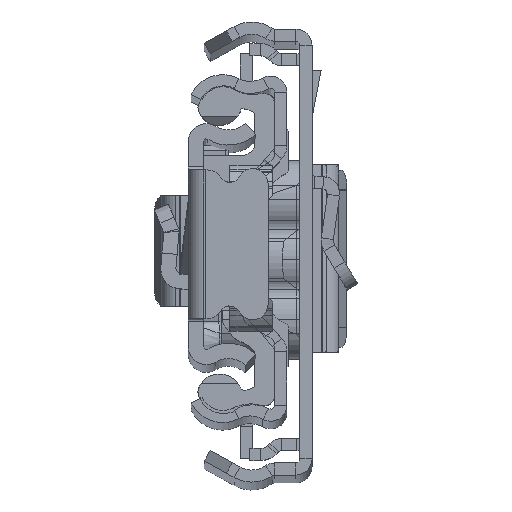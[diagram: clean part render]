
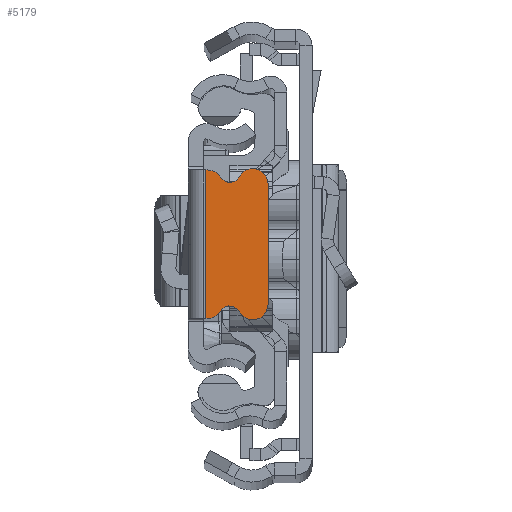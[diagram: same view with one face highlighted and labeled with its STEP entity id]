
A CAD part, top view. The second image highlights one B-rep face of the part: STEP entity #5179.
In plain terms, the highlighted planar face has unit normal (0, 0, 1).
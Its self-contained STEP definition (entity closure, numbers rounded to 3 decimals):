
#1139 = ORIENTED_EDGE ( 'NONE', *, *, #17480, .T. ) ;
#1156 = EDGE_CURVE ( 'NONE', #21016, #13585, #24083, .T. ) ;
#1713 = LINE ( 'NONE', #3328, #6650 ) ;
#2028 = ORIENTED_EDGE ( 'NONE', *, *, #18718, .T. ) ;
#3070 = DIRECTION ( 'NONE',  ( 1., 0., 0. ) ) ;
#3328 = CARTESIAN_POINT ( 'NONE',  ( -1.75, 0., 0. ) ) ;
#3367 = LINE ( 'NONE', #9148, #23388 ) ;
#4088 = CIRCLE ( 'NONE', #24719, 1.5 ) ;
#4363 = VERTEX_POINT ( 'NONE', #21644 ) ;
#5179 = ADVANCED_FACE ( 'NONE', ( #19516 ), #9299, .T. ) ;
#5356 = ORIENTED_EDGE ( 'NONE', *, *, #12178, .T. ) ;
#5488 = LINE ( 'NONE', #22162, #18773 ) ;
#5523 = CARTESIAN_POINT ( 'NONE',  ( -1.929, -7.37, 0. ) ) ;
#5748 = DIRECTION ( 'NONE',  ( 1., 0., 0. ) ) ;
#5821 = VERTEX_POINT ( 'NONE', #13907 ) ;
#6001 = DIRECTION ( 'NONE',  ( 0., 0., 1. ) ) ;
#6650 = VECTOR ( 'NONE', #26178, 1000. ) ;
#7048 = CIRCLE ( 'NONE', #13055, 1.5 ) ;
#7447 = CARTESIAN_POINT ( 'NONE',  ( -7.929, 6., 0. ) ) ;
#7489 = CARTESIAN_POINT ( 'NONE',  ( -1.929, -5.87, 0. ) ) ;
#8992 = VERTEX_POINT ( 'NONE', #7447 ) ;
#9148 = CARTESIAN_POINT ( 'NONE',  ( -7.929, -6., 0. ) ) ;
#9156 = AXIS2_PLACEMENT_3D ( 'NONE', #16901, #25259, #3070 ) ;
#9299 = PLANE ( 'NONE',  #26180 ) ;
#9871 = VERTEX_POINT ( 'NONE', #18249 ) ;
#10032 = CARTESIAN_POINT ( 'NONE',  ( -1.75, -7.37, 0. ) ) ;
#10132 = CARTESIAN_POINT ( 'NONE',  ( -1.929, 7.37, 0. ) ) ;
#11364 = EDGE_CURVE ( 'NONE', #22364, #4363, #5488, .T. ) ;
#11371 = VERTEX_POINT ( 'NONE', #19601 ) ;
#11937 = AXIS2_PLACEMENT_3D ( 'NONE', #16770, #16377, #12731 ) ;
#12178 = EDGE_CURVE ( 'NONE', #22364, #11371, #23566, .T. ) ;
#12251 = CIRCLE ( 'NONE', #22168, 1.5 ) ;
#12731 = DIRECTION ( 'NONE',  ( -1., 0., 0. ) ) ;
#12978 = CARTESIAN_POINT ( 'NONE',  ( -4.142, -7.236, 0. ) ) ;
#13055 = AXIS2_PLACEMENT_3D ( 'NONE', #15572, #21797, #19755 ) ;
#13585 = VERTEX_POINT ( 'NONE', #23168 ) ;
#13658 = DIRECTION ( 'NONE',  ( 1., 0., 0. ) ) ;
#13826 = DIRECTION ( 'NONE',  ( -1., 0., 0. ) ) ;
#13907 = CARTESIAN_POINT ( 'NONE',  ( -7.929, -6., 0. ) ) ;
#14310 = DIRECTION ( 'NONE',  ( -1., 0., 0. ) ) ;
#14712 = ORIENTED_EDGE ( 'NONE', *, *, #26532, .T. ) ;
#15041 = EDGE_LOOP ( 'NONE', ( #25401, #17762, #5356, #19479, #26052, #14712, #16863, #1139, #2028, #20241 ) ) ;
#15322 = EDGE_CURVE ( 'NONE', #5821, #9871, #7048, .T. ) ;
#15572 = CARTESIAN_POINT ( 'NONE',  ( -6.429, -6., 0. ) ) ;
#15907 = CARTESIAN_POINT ( 'NONE',  ( -5.109, 6.713, 0. ) ) ;
#16377 = DIRECTION ( 'NONE',  ( 0., 0., 1. ) ) ;
#16470 = CARTESIAN_POINT ( 'NONE',  ( -3.206, -6.658, 0. ) ) ;
#16770 = CARTESIAN_POINT ( 'NONE',  ( -1.929, 5.87, 0. ) ) ;
#16863 = ORIENTED_EDGE ( 'NONE', *, *, #15322, .T. ) ;
#16901 = CARTESIAN_POINT ( 'NONE',  ( -4.142, 7.236, 0. ) ) ;
#17338 = DIRECTION ( 'NONE',  ( 0., -1., 0. ) ) ;
#17480 = EDGE_CURVE ( 'NONE', #9871, #24240, #23907, .T. ) ;
#17493 = CARTESIAN_POINT ( 'NONE',  ( 444.071, 0., 0. ) ) ;
#17762 = ORIENTED_EDGE ( 'NONE', *, *, #11364, .F. ) ;
#17824 = DIRECTION ( 'NONE',  ( 0., 0., 1. ) ) ;
#18249 = CARTESIAN_POINT ( 'NONE',  ( -5.109, -6.713, 0. ) ) ;
#18589 = CIRCLE ( 'NONE', #9156, 1.1 ) ;
#18713 = EDGE_CURVE ( 'NONE', #4363, #21016, #1713, .T. ) ;
#18718 = EDGE_CURVE ( 'NONE', #24240, #13585, #4088, .T. ) ;
#18773 = VECTOR ( 'NONE', #13658, 1000. ) ;
#19050 = DIRECTION ( 'NONE',  ( -1., 0., 0. ) ) ;
#19479 = ORIENTED_EDGE ( 'NONE', *, *, #25727, .T. ) ;
#19516 = FACE_OUTER_BOUND ( 'NONE', #15041, .T. ) ;
#19591 = DIRECTION ( 'NONE',  ( 0., 0., -1. ) ) ;
#19601 = CARTESIAN_POINT ( 'NONE',  ( -3.206, 6.658, 0. ) ) ;
#19755 = DIRECTION ( 'NONE',  ( 1., 0., 0. ) ) ;
#19759 = EDGE_CURVE ( 'NONE', #21326, #8992, #12251, .T. ) ;
#20241 = ORIENTED_EDGE ( 'NONE', *, *, #1156, .F. ) ;
#21016 = VERTEX_POINT ( 'NONE', #10032 ) ;
#21326 = VERTEX_POINT ( 'NONE', #15907 ) ;
#21492 = CARTESIAN_POINT ( 'NONE',  ( -6.429, 6., 0. ) ) ;
#21644 = CARTESIAN_POINT ( 'NONE',  ( -1.75, 7.37, 0. ) ) ;
#21797 = DIRECTION ( 'NONE',  ( 0., 0., 1. ) ) ;
#22162 = CARTESIAN_POINT ( 'NONE',  ( -1.929, 7.37, 0. ) ) ;
#22168 = AXIS2_PLACEMENT_3D ( 'NONE', #21492, #6001, #14310 ) ;
#22364 = VERTEX_POINT ( 'NONE', #10132 ) ;
#23168 = CARTESIAN_POINT ( 'NONE',  ( -1.929, -7.37, 0. ) ) ;
#23388 = VECTOR ( 'NONE', #17338, 1000. ) ;
#23566 = CIRCLE ( 'NONE', #11937, 1.5 ) ;
#23907 = CIRCLE ( 'NONE', #26035, 1.1 ) ;
#24083 = LINE ( 'NONE', #5523, #25303 ) ;
#24240 = VERTEX_POINT ( 'NONE', #16470 ) ;
#24719 = AXIS2_PLACEMENT_3D ( 'NONE', #7489, #17824, #5748 ) ;
#25259 = DIRECTION ( 'NONE',  ( 0., 0., -1. ) ) ;
#25303 = VECTOR ( 'NONE', #13826, 1000. ) ;
#25401 = ORIENTED_EDGE ( 'NONE', *, *, #18713, .F. ) ;
#25713 = DIRECTION ( 'NONE',  ( 0., 0., 1. ) ) ;
#25727 = EDGE_CURVE ( 'NONE', #11371, #21326, #18589, .T. ) ;
#26035 = AXIS2_PLACEMENT_3D ( 'NONE', #12978, #19591, #19050 ) ;
#26052 = ORIENTED_EDGE ( 'NONE', *, *, #19759, .T. ) ;
#26099 = DIRECTION ( 'NONE',  ( 1., 0., 0. ) ) ;
#26178 = DIRECTION ( 'NONE',  ( 0., -1., 0. ) ) ;
#26180 = AXIS2_PLACEMENT_3D ( 'NONE', #17493, #25713, #26099 ) ;
#26532 = EDGE_CURVE ( 'NONE', #8992, #5821, #3367, .T. ) ;
